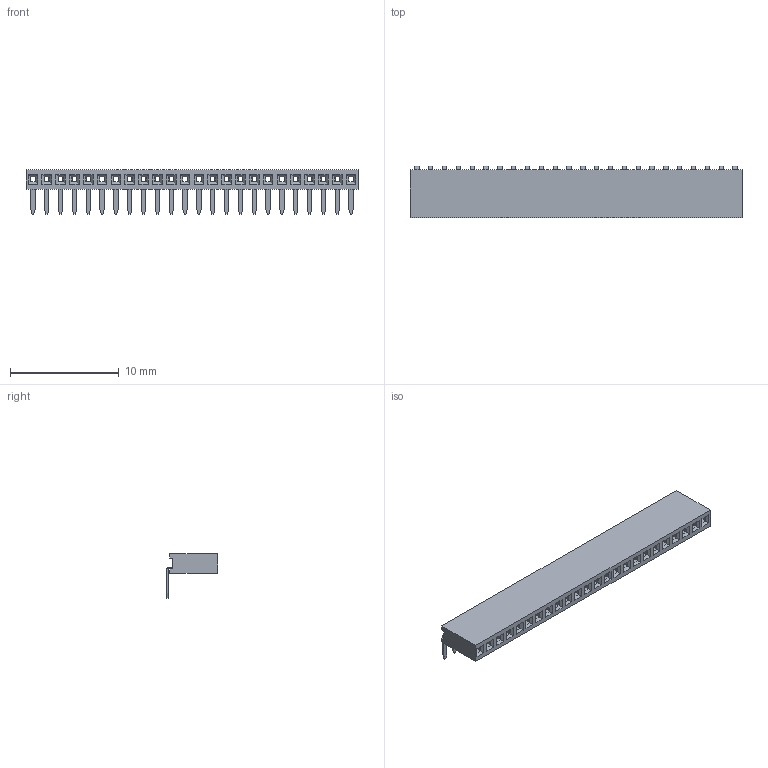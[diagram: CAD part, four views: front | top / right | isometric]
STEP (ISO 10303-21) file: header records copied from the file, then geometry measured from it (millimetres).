
FILE_DESCRIPTION(('STEP AP214'), '1');
FILE_NAME('PBS1.27-R', '', ('UNSPECIFIED'), ('UNSPECIFIED'), 'ASCON STEP Converter 1.6', 'ASCON Math Kernel', '');
FILE_SCHEMA(('AUTOMOTIVE_DESIGN { 1 0 10303 214 3 1 1}'));
Length unit declared in the file: millimetre
Bounding box: 30.48 x 4.7 x 4.1 mm (x, y, z)
Volume: 173.5 mm3; surface area: 1221.6 mm2
Topology: 25 solids, 25 shells, 1426 faces, 3840 edges, 2464 vertices
Faces by surface type: plane 1210, cylinder 216
Entity records: 55440 total; most frequent: CARTESIAN_POINT 7731, ORIENTED_EDGE 7680, DIRECTION 7126, EDGE_CURVE 3840, LINE 3408, VECTOR 3408, VERTEX_POINT 2464, AXIS2_PLACEMENT_3D 1859
